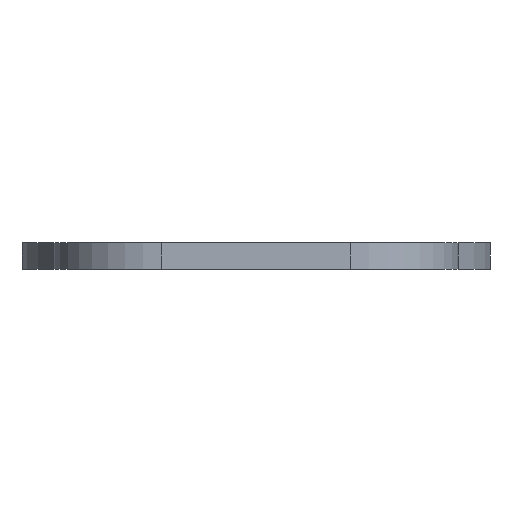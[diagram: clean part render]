
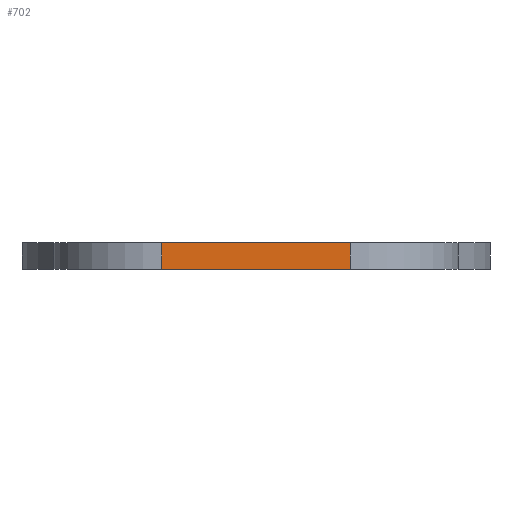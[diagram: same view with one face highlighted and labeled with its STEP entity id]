
A CAD part, front view. The second image highlights one B-rep face of the part: STEP entity #702.
In plain terms, the highlighted planar face has unit normal (0, -1, 0).
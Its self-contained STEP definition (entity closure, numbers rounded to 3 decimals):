
#52=PLANE('',#792);
#84=FACE_OUTER_BOUND('',#132,.T.);
#132=EDGE_LOOP('',(#603,#604,#605,#606));
#158=LINE('',#1035,#210);
#169=LINE('',#1098,#221);
#172=LINE('',#1105,#224);
#200=LINE('',#1194,#252);
#210=VECTOR('',#822,10.);
#221=VECTOR('',#881,10.);
#224=VECTOR('',#888,10.);
#252=VECTOR('',#994,10.);
#308=VERTEX_POINT('',#1032);
#309=VERTEX_POINT('',#1034);
#337=VERTEX_POINT('',#1096);
#339=VERTEX_POINT('',#1104);
#374=EDGE_CURVE('',#308,#309,#158,.T.);
#406=EDGE_CURVE('',#337,#308,#169,.T.);
#409=EDGE_CURVE('',#309,#339,#172,.T.);
#454=EDGE_CURVE('',#339,#337,#200,.T.);
#603=ORIENTED_EDGE('',*,*,#406,.F.);
#604=ORIENTED_EDGE('',*,*,#454,.F.);
#605=ORIENTED_EDGE('',*,*,#409,.F.);
#606=ORIENTED_EDGE('',*,*,#374,.F.);
#702=ADVANCED_FACE('',(#84),#52,.T.);
#792=AXIS2_PLACEMENT_3D('',#1193,#992,#993);
#822=DIRECTION('',(1.,0.,0.));
#881=DIRECTION('',(0.,0.,1.));
#888=DIRECTION('',(0.,0.,-1.));
#992=DIRECTION('center_axis',(0.,-1.,0.));
#993=DIRECTION('ref_axis',(1.,0.,0.));
#994=DIRECTION('',(-1.,0.,0.));
#1032=CARTESIAN_POINT('',(-17.5,-102.,5.));
#1034=CARTESIAN_POINT('',(17.5,-102.,5.));
#1035=CARTESIAN_POINT('',(37.5,-102.,5.));
#1096=CARTESIAN_POINT('',(-17.5,-102.,0.));
#1098=CARTESIAN_POINT('',(-17.5,-102.,0.));
#1104=CARTESIAN_POINT('',(17.5,-102.,0.));
#1105=CARTESIAN_POINT('',(17.5,-102.,0.));
#1193=CARTESIAN_POINT('Origin',(-37.5,-102.,0.));
#1194=CARTESIAN_POINT('',(37.5,-102.,0.));
